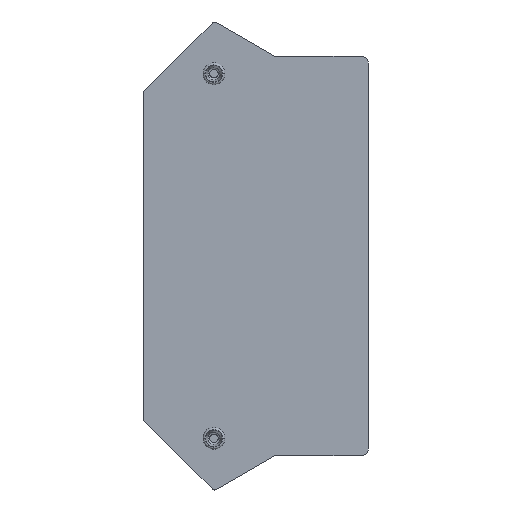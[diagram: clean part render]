
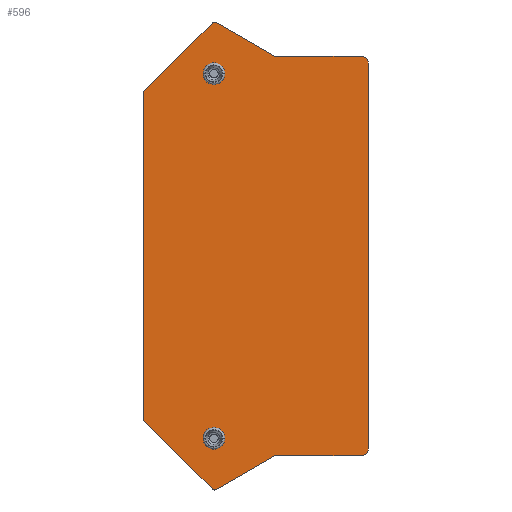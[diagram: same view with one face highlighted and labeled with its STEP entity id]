
A CAD part, left-side view. The second image highlights one B-rep face of the part: STEP entity #596.
In plain terms, the highlighted planar face has unit normal (-1, 0, 0).
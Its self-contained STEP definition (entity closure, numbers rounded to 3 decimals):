
#11=CARTESIAN_POINT('',(0.,29.55,-26.));
#12=DIRECTION('',(-1.,0.,0.));
#13=DIRECTION('',(0.,1.,0.));
#14=AXIS2_PLACEMENT_3D('',#11,#12,#13);
#16=CARTESIAN_POINT('',(0.,29.55,-26.));
#17=DIRECTION('',(-1.,0.,0.));
#18=DIRECTION('',(0.,-1.,0.));
#19=AXIS2_PLACEMENT_3D('',#16,#17,#18);
#31=CARTESIAN_POINT('',(0.,29.55,26.));
#32=DIRECTION('',(-1.,0.,0.));
#33=DIRECTION('',(0.,-1.,0.));
#34=AXIS2_PLACEMENT_3D('',#31,#32,#33);
#36=CARTESIAN_POINT('',(0.,29.55,26.));
#37=DIRECTION('',(-1.,0.,0.));
#38=DIRECTION('',(0.,1.,0.));
#39=AXIS2_PLACEMENT_3D('',#36,#37,#38);
#41=CARTESIAN_POINT('',(0.,8.55,-27.5));
#42=DIRECTION('',(-1.,0.,0.));
#43=DIRECTION('',(0.,0.,-1.));
#44=AXIS2_PLACEMENT_3D('',#41,#42,#43);
#46=DIRECTION('',(0.,1.,0.));
#47=VECTOR('',#46,12.34);
#48=CARTESIAN_POINT('',(0.,8.55,-28.5));
#49=LINE('',#48,#47);
#50=DIRECTION('',(0.,0.866,-0.5));
#51=VECTOR('',#50,9.616);
#52=CARTESIAN_POINT('',(0.,20.89,-28.5));
#53=LINE('',#52,#51);
#54=CARTESIAN_POINT('',(0.,29.468,-32.875));
#55=DIRECTION('',(-1.,0.,0.));
#56=DIRECTION('',(0.,0.707,-0.707));
#57=AXIS2_PLACEMENT_3D('',#54,#55,#56);
#59=DIRECTION('',(0.,0.707,0.707));
#60=VECTOR('',#59,13.759);
#61=CARTESIAN_POINT('',(0.,29.821,-33.229));
#62=LINE('',#61,#60);
#63=DIRECTION('',(0.,0.,1.));
#64=VECTOR('',#63,47.);
#65=CARTESIAN_POINT('',(0.,39.55,-23.5));
#66=LINE('',#65,#64);
#67=DIRECTION('',(0.,-0.707,0.707));
#68=VECTOR('',#67,13.758);
#69=CARTESIAN_POINT('',(0.,39.55,23.5));
#70=LINE('',#69,#68);
#71=CARTESIAN_POINT('',(0.,29.468,32.875));
#72=DIRECTION('',(-1.,0.,0.));
#73=DIRECTION('',(0.,-0.5,0.866));
#74=AXIS2_PLACEMENT_3D('',#71,#72,#73);
#76=DIRECTION('',(0.,-0.866,-0.5));
#77=VECTOR('',#76,9.616);
#78=CARTESIAN_POINT('',(0.,29.218,33.308));
#79=LINE('',#78,#77);
#80=DIRECTION('',(0.,-1.,0.));
#81=VECTOR('',#80,12.34);
#82=CARTESIAN_POINT('',(0.,20.89,28.5));
#83=LINE('',#82,#81);
#84=CARTESIAN_POINT('',(0.,8.55,27.5));
#85=DIRECTION('',(-1.,0.,0.));
#86=DIRECTION('',(0.,-1.,0.));
#87=AXIS2_PLACEMENT_3D('',#84,#85,#86);
#89=DIRECTION('',(0.,0.,-1.));
#90=VECTOR('',#89,55.);
#91=CARTESIAN_POINT('',(0.,7.55,27.5));
#92=LINE('',#91,#90);
#445=CARTESIAN_POINT('',(0.,30.99,-26.));
#446=CARTESIAN_POINT('',(0.,28.11,-26.));
#447=VERTEX_POINT('',#445);
#448=VERTEX_POINT('',#446);
#477=CARTESIAN_POINT('',(0.,28.11,26.));
#478=CARTESIAN_POINT('',(0.,30.99,26.));
#479=VERTEX_POINT('',#477);
#480=VERTEX_POINT('',#478);
#481=CARTESIAN_POINT('',(0.,39.55,-23.5));
#482=CARTESIAN_POINT('',(0.,39.55,23.5));
#483=VERTEX_POINT('',#481);
#484=VERTEX_POINT('',#482);
#489=CARTESIAN_POINT('',(0.,20.89,28.5));
#491=VERTEX_POINT('',#489);
#493=CARTESIAN_POINT('',(0.,20.89,-28.5));
#495=VERTEX_POINT('',#493);
#497=CARTESIAN_POINT('',(0.,29.218,33.308));
#498=CARTESIAN_POINT('',(0.,29.821,33.229));
#499=VERTEX_POINT('',#497);
#500=VERTEX_POINT('',#498);
#505=CARTESIAN_POINT('',(0.,29.821,-33.229));
#506=CARTESIAN_POINT('',(0.,29.218,-33.308));
#507=VERTEX_POINT('',#505);
#508=VERTEX_POINT('',#506);
#513=CARTESIAN_POINT('',(0.,8.55,-28.5));
#514=CARTESIAN_POINT('',(0.,7.55,-27.5));
#515=VERTEX_POINT('',#513);
#516=VERTEX_POINT('',#514);
#521=CARTESIAN_POINT('',(0.,7.55,27.5));
#522=VERTEX_POINT('',#521);
#525=CARTESIAN_POINT('',(0.,8.55,28.5));
#526=VERTEX_POINT('',#525);
#553=CARTESIAN_POINT('',(0.,39.55,0.));
#554=DIRECTION('',(1.,0.,0.));
#555=DIRECTION('',(0.,0.,-1.));
#556=AXIS2_PLACEMENT_3D('',#553,#554,#555);
#557=PLANE('',#556);
#559=ORIENTED_EDGE('',*,*,#558,.F.);
#561=ORIENTED_EDGE('',*,*,#560,.T.);
#563=ORIENTED_EDGE('',*,*,#562,.T.);
#565=ORIENTED_EDGE('',*,*,#564,.F.);
#567=ORIENTED_EDGE('',*,*,#566,.T.);
#569=ORIENTED_EDGE('',*,*,#568,.T.);
#571=ORIENTED_EDGE('',*,*,#570,.T.);
#573=ORIENTED_EDGE('',*,*,#572,.F.);
#575=ORIENTED_EDGE('',*,*,#574,.T.);
#577=ORIENTED_EDGE('',*,*,#576,.T.);
#579=ORIENTED_EDGE('',*,*,#578,.F.);
#581=ORIENTED_EDGE('',*,*,#580,.T.);
#582=EDGE_LOOP('',(#559,#561,#563,#565,#567,#569,#571,#573,#575,#577,#579,
#581));
#583=FACE_OUTER_BOUND('',#582,.F.);
#585=ORIENTED_EDGE('',*,*,#584,.T.);
#587=ORIENTED_EDGE('',*,*,#586,.T.);
#588=EDGE_LOOP('',(#585,#587));
#589=FACE_BOUND('',#588,.F.);
#591=ORIENTED_EDGE('',*,*,#590,.T.);
#593=ORIENTED_EDGE('',*,*,#592,.T.);
#594=EDGE_LOOP('',(#591,#593));
#595=FACE_BOUND('',#594,.F.);
#596=ADVANCED_FACE('',(#583,#589,#595),#557,.F.);
#15=CIRCLE('',#14,1.44);
#20=CIRCLE('',#19,1.44);
#35=CIRCLE('',#34,1.44);
#40=CIRCLE('',#39,1.44);
#45=CIRCLE('',#44,1.);
#58=CIRCLE('',#57,0.5);
#75=CIRCLE('',#74,0.5);
#88=CIRCLE('',#87,1.);
#558=EDGE_CURVE('',#515,#516,#45,.T.);
#560=EDGE_CURVE('',#515,#495,#49,.T.);
#562=EDGE_CURVE('',#495,#508,#53,.T.);
#564=EDGE_CURVE('',#507,#508,#58,.T.);
#566=EDGE_CURVE('',#507,#483,#62,.T.);
#568=EDGE_CURVE('',#483,#484,#66,.T.);
#570=EDGE_CURVE('',#484,#500,#70,.T.);
#572=EDGE_CURVE('',#499,#500,#75,.T.);
#574=EDGE_CURVE('',#499,#491,#79,.T.);
#576=EDGE_CURVE('',#491,#526,#83,.T.);
#578=EDGE_CURVE('',#522,#526,#88,.T.);
#580=EDGE_CURVE('',#522,#516,#92,.T.);
#584=EDGE_CURVE('',#447,#448,#15,.T.);
#586=EDGE_CURVE('',#448,#447,#20,.T.);
#590=EDGE_CURVE('',#479,#480,#35,.T.);
#592=EDGE_CURVE('',#480,#479,#40,.T.);
